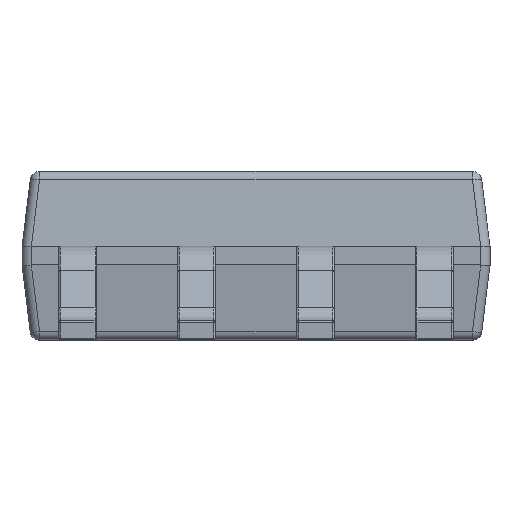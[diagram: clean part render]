
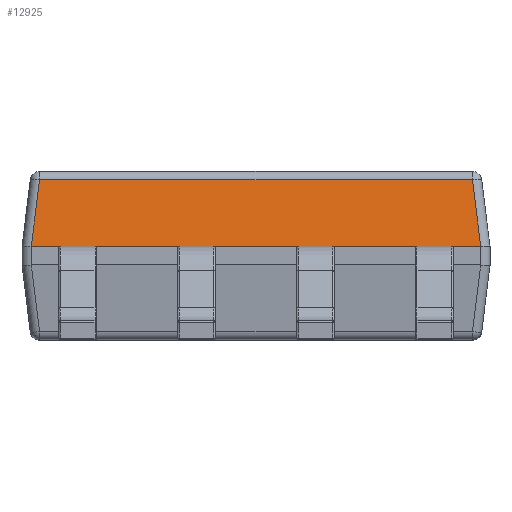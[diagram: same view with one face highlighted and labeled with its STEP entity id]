
A CAD part, top view. The second image highlights one B-rep face of the part: STEP entity #12925.
In plain terms, the highlighted planar face has unit normal (0, 0.124, 0.992).
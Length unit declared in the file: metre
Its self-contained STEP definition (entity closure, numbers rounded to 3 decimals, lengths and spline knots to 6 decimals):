
#16=ELLIPSE('',#18305,0.000805,0.0001);
#26=ELLIPSE('',#18333,0.000805,0.0001);
#749=PLANE('',#18361);
#1741=LINE('',#27914,#2736);
#1757=LINE('',#27980,#2752);
#1760=LINE('',#27986,#2755);
#1769=LINE('',#28010,#2764);
#2736=VECTOR('',#21227,1.);
#2752=VECTOR('',#21299,1.);
#2755=VECTOR('',#21306,1.);
#2764=VECTOR('',#21339,1.);
#5904=ORIENTED_EDGE('',*,*,#8041,.T.);
#5905=ORIENTED_EDGE('',*,*,#8022,.T.);
#5906=ORIENTED_EDGE('',*,*,#8054,.F.);
#5907=ORIENTED_EDGE('',*,*,#7990,.T.);
#5908=ORIENTED_EDGE('',*,*,#8003,.T.);
#5909=ORIENTED_EDGE('',*,*,#8037,.T.);
#7990=EDGE_CURVE('',#9212,#9216,#16,.T.);
#8003=EDGE_CURVE('',#9216,#9226,#1741,.T.);
#8022=EDGE_CURVE('',#9238,#9237,#26,.T.);
#8037=EDGE_CURVE('',#9226,#9248,#1757,.T.);
#8041=EDGE_CURVE('',#9248,#9238,#1760,.T.);
#8054=EDGE_CURVE('',#9212,#9237,#1769,.T.);
#9212=VERTEX_POINT('',#27877);
#9216=VERTEX_POINT('',#27886);
#9226=VERTEX_POINT('',#27913);
#9237=VERTEX_POINT('',#27949);
#9238=VERTEX_POINT('',#27951);
#9248=VERTEX_POINT('',#27979);
#10519=EDGE_LOOP('',(#5904,#5905,#5906,#5907,#5908,#5909));
#11288=FACE_BOUND('',#10519,.T.);
#12925=ADVANCED_FACE('',(#11288),#749,.T.);
#18305=AXIS2_PLACEMENT_3D('',#27887,#21195,#21196);
#18333=AXIS2_PLACEMENT_3D('',#27950,#21265,#21266);
#18361=AXIS2_PLACEMENT_3D('',#28009,#21337,#21338);
#21195=DIRECTION('',(0.,0.124,0.992));
#21196=DIRECTION('',(0.,-0.992,0.124));
#21227=DIRECTION('',(-0.123,0.985,-0.123));
#21265=DIRECTION('',(0.,0.124,0.992));
#21266=DIRECTION('',(0.,-0.992,0.124));
#21299=DIRECTION('',(-1.,0.,0.));
#21306=DIRECTION('',(-0.123,-0.985,0.123));
#21337=DIRECTION('',(0.,0.124,0.992));
#21338=DIRECTION('',(-1.,0.,0.));
#21339=DIRECTION('',(-1.,0.,0.));
#27877=CARTESIAN_POINT('',(0.002398,0.000999,0.001998));
#27886=CARTESIAN_POINT('',(0.002398,0.000999,0.001998));
#27887=CARTESIAN_POINT('',(0.002398,0.001798,0.001898));
#27913=CARTESIAN_POINT('',(0.00231,0.001711,0.001909));
#27914=CARTESIAN_POINT('',(0.002264,0.002077,0.001863));
#27949=CARTESIAN_POINT('',(-0.002398,0.000999,0.001998));
#27950=CARTESIAN_POINT('',(-0.002398,0.001798,0.001898));
#27951=CARTESIAN_POINT('',(-0.002398,0.000999,0.001998));
#27979=CARTESIAN_POINT('',(-0.00231,0.001711,0.001909));
#27980=CARTESIAN_POINT('',(0.,0.001711,0.001909));
#27986=CARTESIAN_POINT('',(-0.002264,0.002077,0.001863));
#28009=CARTESIAN_POINT('',(0.,0.001798,0.001898));
#28010=CARTESIAN_POINT('',(-0.002498,0.000999,0.001998));
